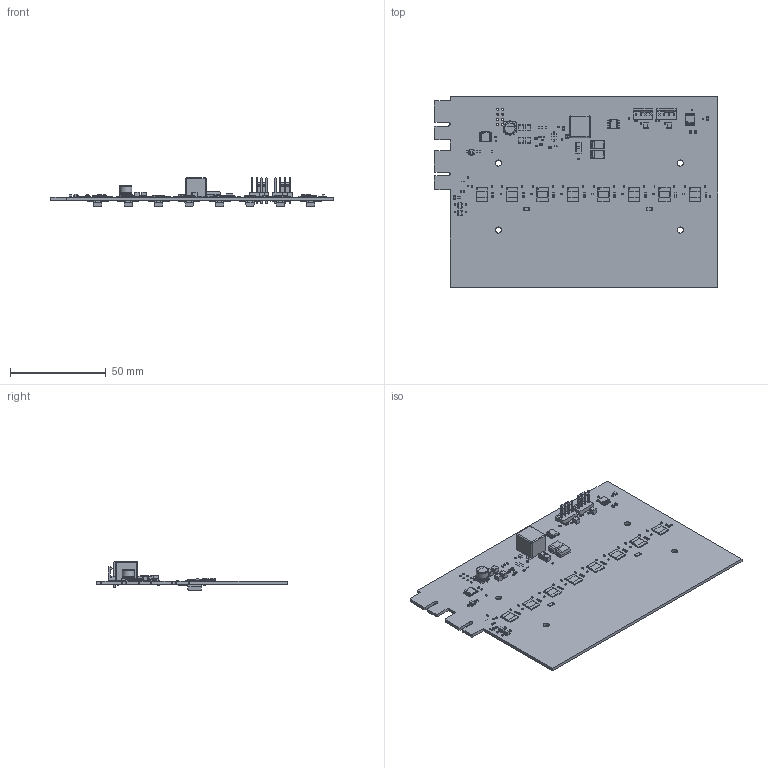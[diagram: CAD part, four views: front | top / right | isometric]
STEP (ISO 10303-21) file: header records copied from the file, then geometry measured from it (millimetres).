
FILE_DESCRIPTION(('KiCad electronic assembly'),'2;1');
FILE_NAME('EKO_Miner_BM1366.step','2024-03-26T21:50:51',('Pcbnew'),( 'Kicad'),'Open CASCADE STEP processor 7.7','KiCad to STEP converter' ,'Unknown');
FILE_SCHEMA(('AUTOMOTIVE_DESIGN { 1 0 10303 214 1 1 1 1 }'));
Length unit declared in the file: millimetre
Products named in the file (32): EKO_Miner_BM1366 1; C_1210_3225Metric; TSSOP-16_4.4x5mm_P0.65mm; TSSOP_16_44x5mm_P065mm; R_0402_1005Metric; C_0805_2012Metric; FanPinHeader_1x04_P2.54mm_Vertical; Fan_Pin_Header_Straight_1x04; C_0402_1005Metric; SOT-23-5; SOT_23_5; bm1366; union; SOIC-8_3.9x4.9mm_P1.27mm; SOIC_8_39x49mm_P127mm; LED_0805_2012Metric; QSOP-16_3.9x4.9mm_P0.635mm; QSOP_16_39x49mm_P0635mm; CP_EIA-7343-31_Kemet-D; CP_EIA_7343_31_Kemet_D; L_Coilcraft_XAL1010-XXX; CQ assembly; CP_Elec_6.3x5.9; CP_Elec_63x59; R_1206_3216Metric; EKO_Miner_BM1366_PCB
Assembly tree (266 placements, depth 3):
  EKO_Miner_BM1366 1
    C_1210_3225Metric  x8
      C_1210_3225Metric
    TSSOP-16_4.4x5mm_P0.65mm
      TSSOP_16_44x5mm_P065mm
    R_0402_1005Metric  x53
      R_0402_1005Metric
    C_0805_2012Metric  x2
      C_0805_2012Metric
    FanPinHeader_1x04_P2.54mm_Vertical  x2
      Fan_Pin_Header_Straight_1x04
    C_0402_1005Metric  x155
      C_0402_1005Metric
    SOT-23-5  x3
      SOT_23_5
    bm1366  x8
      union
    SOIC-8_3.9x4.9mm_P1.27mm
      SOIC_8_39x49mm_P127mm
    LED_0805_2012Metric  x2
      LED_0805_2012Metric
    QSOP-16_3.9x4.9mm_P0.635mm
      QSOP_16_39x49mm_P0635mm
    CP_EIA-7343-31_Kemet-D  x10
      CP_EIA_7343_31_Kemet_D
    L_Coilcraft_XAL1010-XXX
      CQ assembly
    CP_Elec_6.3x5.9
      CP_Elec_63x59
    R_1206_3216Metric  x2
      R_1206_3216Metric
    EKO_Miner_BM1366_PCB
Bounding box: 148.4 x 99.75 x 14.8 mm (x, y, z)
Volume: 25936.7 mm3; surface area: 34704 mm2
Topology: 253 solids, 253 shells, 8063 faces, 20780 edges, 13611 vertices
Faces by surface type: plane 5009, cylinder 2778, bspline 267, sphere 4, torus 4, revolution 1
Full cylindrical faces by diameter (mm): 0.2 x2, 0.3 x13, 0.5 x10, 0.6 x1, 1 x8, 1.02 x8, 1.1 x2, 3.2 x4, 6.3 x2
Entity records: 50271 total; most frequent: CARTESIAN_POINT 8732, DIRECTION 6637, ORIENTED_EDGE 6620, EDGE_CURVE 3310, LINE 2556, VECTOR 2556, VERTEX_POINT 2095, AXIS2_PLACEMENT_3D 2040
